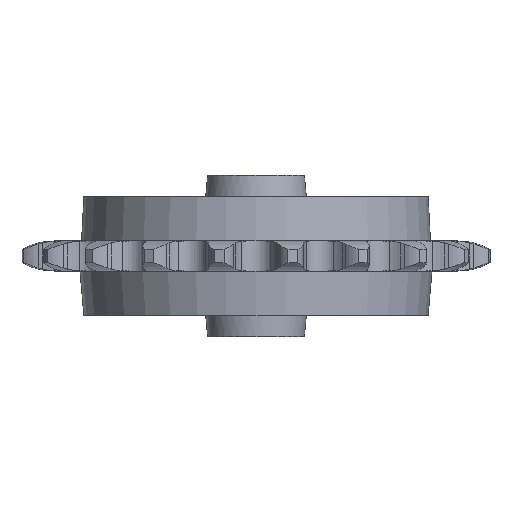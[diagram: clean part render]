
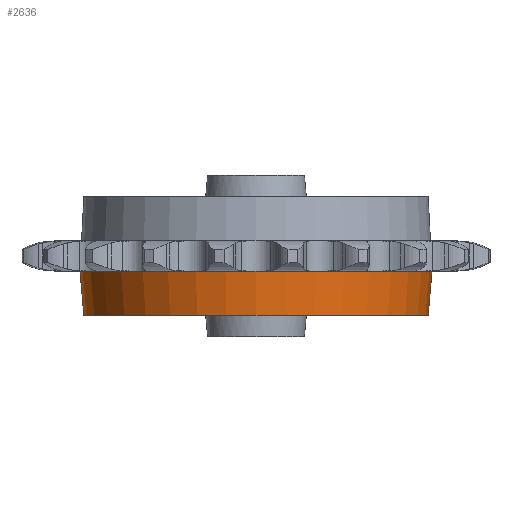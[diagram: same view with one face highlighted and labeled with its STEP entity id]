
A CAD part, front view. The second image highlights one B-rep face of the part: STEP entity #2636.
In plain terms, the highlighted conical face has half-angle 5 degrees and reference radius 16.359 mm.
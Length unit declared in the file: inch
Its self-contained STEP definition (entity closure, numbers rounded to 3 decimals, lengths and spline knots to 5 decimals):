
#225 = AXIS2_PLACEMENT_3D ( 'NONE', #17201, #12746, #9915 ) ;
#575 = DIRECTION ( 'NONE',  ( 0.087, 0., 0.996 ) ) ;
#1013 = LINE ( 'NONE', #9077, #8750 ) ;
#1353 = CARTESIAN_POINT ( 'NONE',  ( 0., 0., -0.05492 ) ) ;
#2304 = FACE_OUTER_BOUND ( 'NONE', #13040, .T. ) ;
#2636 = ADVANCED_FACE ( 'NONE', ( #2304 ), #13819, .T. ) ;
#3233 = ORIENTED_EDGE ( 'NONE', *, *, #17121, .F. ) ;
#3303 = CARTESIAN_POINT ( 'NONE',  ( 0.62992, 0., -0.21654 ) ) ;
#4164 = VERTEX_POINT ( 'NONE', #3303 ) ;
#4535 = DIRECTION ( 'NONE',  ( -0.087, 0., 0.996 ) ) ;
#4946 = EDGE_CURVE ( 'NONE', #10167, #9205, #18255, .T. ) ;
#5716 = DIRECTION ( 'NONE',  ( 0., 0., -1. ) ) ;
#7048 = CARTESIAN_POINT ( 'NONE',  ( -0.62992, 0., -0.21654 ) ) ;
#7054 = VECTOR ( 'NONE', #575, 39.37008 ) ;
#7083 = VERTEX_POINT ( 'NONE', #7048 ) ;
#7993 = CARTESIAN_POINT ( 'NONE',  ( 0.64406, 0., -0.05492 ) ) ;
#8465 = CARTESIAN_POINT ( 'NONE',  ( 0.64406, 0., -0.05492 ) ) ;
#8639 = DIRECTION ( 'NONE',  ( 1., 0., 0. ) ) ;
#8677 = CARTESIAN_POINT ( 'NONE',  ( 0., 0., -0.05492 ) ) ;
#8750 = VECTOR ( 'NONE', #4535, 39.37008 ) ;
#9077 = CARTESIAN_POINT ( 'NONE',  ( -0.64406, 0., -0.05492 ) ) ;
#9205 = VERTEX_POINT ( 'NONE', #12259 ) ;
#9915 = DIRECTION ( 'NONE',  ( 1., 0., 0. ) ) ;
#10008 = DIRECTION ( 'NONE',  ( 1., 0., 0. ) ) ;
#10167 = VERTEX_POINT ( 'NONE', #8465 ) ;
#10204 = ORIENTED_EDGE ( 'NONE', *, *, #18941, .T. ) ;
#11113 = EDGE_CURVE ( 'NONE', #4164, #10167, #14817, .T. ) ;
#11665 = DIRECTION ( 'NONE',  ( 0., 0., 1. ) ) ;
#12259 = CARTESIAN_POINT ( 'NONE',  ( -0.64406, 0., -0.05492 ) ) ;
#12746 = DIRECTION ( 'NONE',  ( 0., 0., 1. ) ) ;
#13040 = EDGE_LOOP ( 'NONE', ( #3233, #10204, #17878, #14393 ) ) ;
#13664 = CIRCLE ( 'NONE', #225, 0.62992 ) ;
#13819 = CONICAL_SURFACE ( 'NONE', #17430, 0.64406, 0.087 ) ;
#14393 = ORIENTED_EDGE ( 'NONE', *, *, #4946, .T. ) ;
#14817 = LINE ( 'NONE', #7993, #7054 ) ;
#16437 = AXIS2_PLACEMENT_3D ( 'NONE', #8677, #5716, #10008 ) ;
#17121 = EDGE_CURVE ( 'NONE', #7083, #9205, #1013, .T. ) ;
#17201 = CARTESIAN_POINT ( 'NONE',  ( 0., 0., -0.21654 ) ) ;
#17430 = AXIS2_PLACEMENT_3D ( 'NONE', #1353, #11665, #8639 ) ;
#17878 = ORIENTED_EDGE ( 'NONE', *, *, #11113, .T. ) ;
#18255 = CIRCLE ( 'NONE', #16437, 0.64406 ) ;
#18941 = EDGE_CURVE ( 'NONE', #7083, #4164, #13664, .T. ) ;
